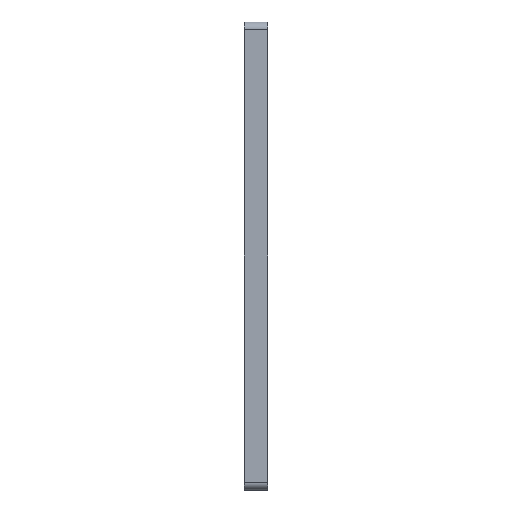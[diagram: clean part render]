
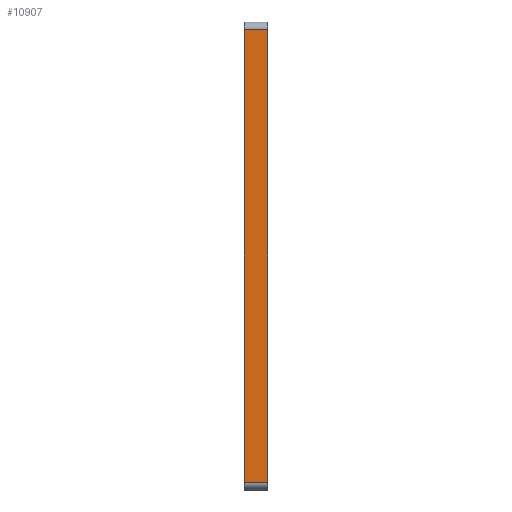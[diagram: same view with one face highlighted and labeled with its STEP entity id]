
A CAD part, left-side view. The second image highlights one B-rep face of the part: STEP entity #10907.
In plain terms, the highlighted planar face has unit normal (-1, 0, 0).
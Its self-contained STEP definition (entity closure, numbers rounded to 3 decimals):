
#200 = VECTOR ( 'NONE', #7648, 1000. ) ;
#562 = DIRECTION ( 'NONE',  ( 0., 1., 0. ) ) ;
#575 = CARTESIAN_POINT ( 'NONE',  ( -60., 6., 58. ) ) ;
#1266 = ORIENTED_EDGE ( 'NONE', *, *, #10544, .T. ) ;
#1285 = EDGE_CURVE ( 'NONE', #3671, #7045, #8038, .T. ) ;
#1542 = DIRECTION ( 'NONE',  ( 0., 0., -1. ) ) ;
#1782 = DIRECTION ( 'NONE',  ( 0., -1., 0. ) ) ;
#2178 = ORIENTED_EDGE ( 'NONE', *, *, #4047, .F. ) ;
#2770 = EDGE_LOOP ( 'NONE', ( #2178, #4881, #1266, #10385 ) ) ;
#3671 = VERTEX_POINT ( 'NONE', #10736 ) ;
#4047 = EDGE_CURVE ( 'NONE', #3671, #7038, #5815, .T. ) ;
#4352 = EDGE_CURVE ( 'NONE', #10281, #7038, #8789, .T. ) ;
#4685 = CARTESIAN_POINT ( 'NONE',  ( -60., 0., 58. ) ) ;
#4881 = ORIENTED_EDGE ( 'NONE', *, *, #1285, .T. ) ;
#5802 = CARTESIAN_POINT ( 'NONE',  ( -60., 6., -60. ) ) ;
#5815 = LINE ( 'NONE', #5802, #200 ) ;
#6528 = CARTESIAN_POINT ( 'NONE',  ( -60., 6., -58. ) ) ;
#6534 = CARTESIAN_POINT ( 'NONE',  ( -60., 6., 58. ) ) ;
#6939 = LINE ( 'NONE', #11098, #7795 ) ;
#7038 = VERTEX_POINT ( 'NONE', #575 ) ;
#7045 = VERTEX_POINT ( 'NONE', #8480 ) ;
#7648 = DIRECTION ( 'NONE',  ( 0., 0., 1. ) ) ;
#7795 = VECTOR ( 'NONE', #10144, 1000. ) ;
#8038 = LINE ( 'NONE', #6528, #11309 ) ;
#8480 = CARTESIAN_POINT ( 'NONE',  ( -60., 0., -58. ) ) ;
#8789 = LINE ( 'NONE', #6534, #9867 ) ;
#9281 = PLANE ( 'NONE',  #12432 ) ;
#9867 = VECTOR ( 'NONE', #562, 1000. ) ;
#10144 = DIRECTION ( 'NONE',  ( 0., 0., 1. ) ) ;
#10281 = VERTEX_POINT ( 'NONE', #4685 ) ;
#10289 = CARTESIAN_POINT ( 'NONE',  ( -60., 6., -60. ) ) ;
#10385 = ORIENTED_EDGE ( 'NONE', *, *, #4352, .T. ) ;
#10544 = EDGE_CURVE ( 'NONE', #7045, #10281, #6939, .T. ) ;
#10736 = CARTESIAN_POINT ( 'NONE',  ( -60., 6., -58. ) ) ;
#10907 = ADVANCED_FACE ( 'NONE', ( #12151 ), #9281, .F. ) ;
#11098 = CARTESIAN_POINT ( 'NONE',  ( -60., 0., -60. ) ) ;
#11309 = VECTOR ( 'NONE', #1782, 1000. ) ;
#12151 = FACE_OUTER_BOUND ( 'NONE', #2770, .T. ) ;
#12432 = AXIS2_PLACEMENT_3D ( 'NONE', #10289, #12436, #1542 ) ;
#12436 = DIRECTION ( 'NONE',  ( 1., 0., 0. ) ) ;
